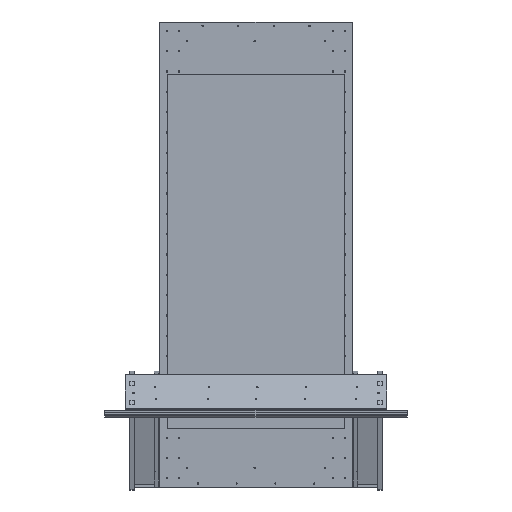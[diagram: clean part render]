
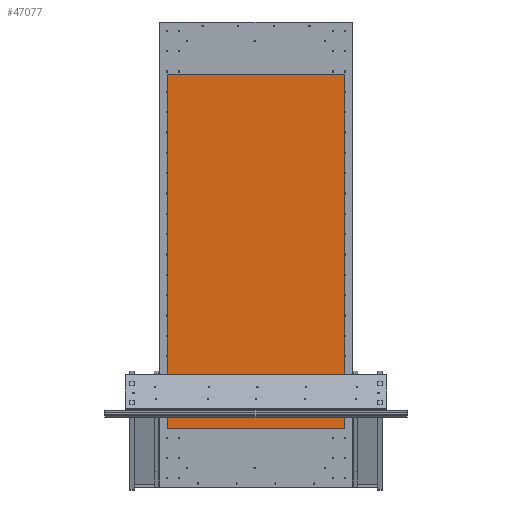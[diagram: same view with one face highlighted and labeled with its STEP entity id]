
A CAD part, top view. The second image highlights one B-rep face of the part: STEP entity #47077.
In plain terms, the highlighted planar face has unit normal (0, 0, 1).
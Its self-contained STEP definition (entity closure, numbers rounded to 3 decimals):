
#3001=PLANE('',#50348);
#5209=FACE_OUTER_BOUND('',#8340,.T.);
#8340=EDGE_LOOP('',(#38797,#38798,#38799,#38800));
#12350=LINE('',#71443,#17592);
#12351=LINE('',#71446,#17593);
#12352=LINE('',#71448,#17594);
#12353=LINE('',#71449,#17595);
#17592=VECTOR('',#58532,10.);
#17593=VECTOR('',#58535,10.);
#17594=VECTOR('',#58536,10.);
#17595=VECTOR('',#58537,10.);
#23780=VERTEX_POINT('',#71437);
#23782=VERTEX_POINT('',#71441);
#23783=VERTEX_POINT('',#71445);
#23784=VERTEX_POINT('',#71447);
#29153=EDGE_CURVE('',#23780,#23782,#12350,.T.);
#29154=EDGE_CURVE('',#23783,#23780,#12351,.T.);
#29155=EDGE_CURVE('',#23784,#23782,#12352,.T.);
#29156=EDGE_CURVE('',#23783,#23784,#12353,.T.);
#38797=ORIENTED_EDGE('',*,*,#29154,.T.);
#38798=ORIENTED_EDGE('',*,*,#29153,.T.);
#38799=ORIENTED_EDGE('',*,*,#29155,.F.);
#38800=ORIENTED_EDGE('',*,*,#29156,.F.);
#47077=ADVANCED_FACE('',(#5209),#3001,.T.);
#50348=AXIS2_PLACEMENT_3D('',#71444,#58533,#58534);
#58532=DIRECTION('',(0.,1.,0.));
#58533=DIRECTION('center_axis',(0.,0.,1.));
#58534=DIRECTION('ref_axis',(1.,0.,0.));
#58535=DIRECTION('',(1.,0.,0.));
#58536=DIRECTION('',(1.,0.,0.));
#58537=DIRECTION('',(0.,1.,0.));
#71437=CARTESIAN_POINT('',(305.,200.,40.));
#71441=CARTESIAN_POINT('',(305.,1420.,40.));
#71443=CARTESIAN_POINT('',(305.,200.,40.));
#71444=CARTESIAN_POINT('Origin',(-305.,200.,40.));
#71445=CARTESIAN_POINT('',(-305.,200.,40.));
#71446=CARTESIAN_POINT('',(-305.,200.,40.));
#71447=CARTESIAN_POINT('',(-305.,1420.,40.));
#71448=CARTESIAN_POINT('',(-305.,1420.,40.));
#71449=CARTESIAN_POINT('',(-305.,200.,40.));
